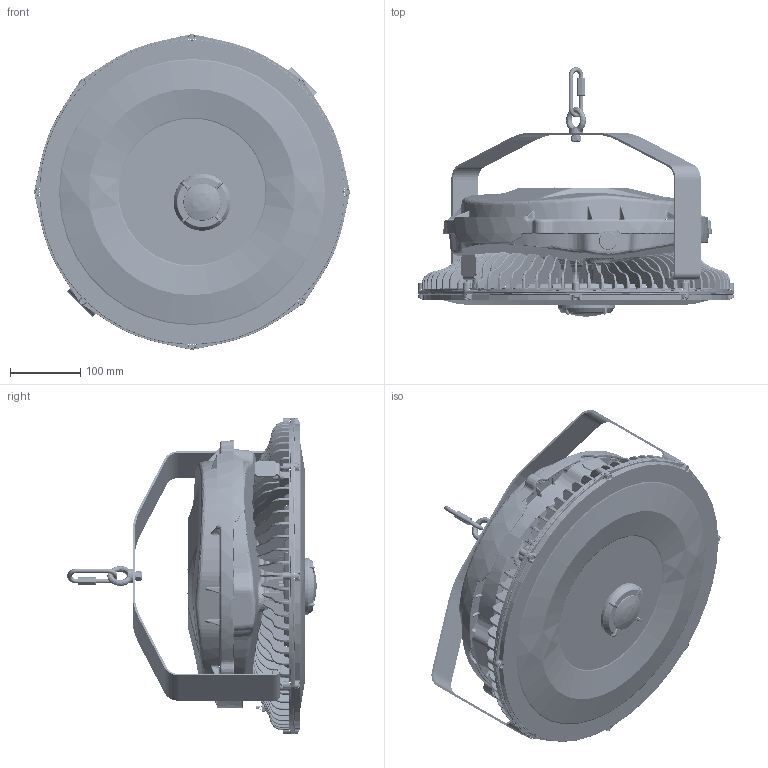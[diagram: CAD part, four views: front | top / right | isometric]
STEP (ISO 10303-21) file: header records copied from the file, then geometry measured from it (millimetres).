
FILE_DESCRIPTION((''),'2;1');
FILE_NAME('8M4MX2XHHNNGN_SW0002','2019-05-22T',('gatsonnb'),(''),'PRO/ENGINEER BY PARAMETRIC TECHNOLOGY CORPORATION, 2014000','PRO/ENGINEER BY PARAMETRIC TECHNOLOGY CORPORATION, 2014000','');
FILE_SCHEMA(('CONFIG_CONTROL_DESIGN'));
Length unit declared in the file: inch
Products named in the file (1): 8M4MX2XHHNNGN_SW0002
Bounding box: 448.91 x 354.45 x 448.91 mm (x, y, z)
Surface area: 1674178.1 mm2 (no closed solid volume)
Topology: 0 solids, 131 shells, 5641 faces, 18574 edges, 12588 vertices
Faces by surface type: bspline 2425, plane 905, torus 872, cylinder 769, cone 617, revolution 37, sphere 16
Entity records: 390803 total; most frequent: CARTESIAN_POINT 260042, ORIENTED_EDGE 28649, DIRECTION 20431, EDGE_CURVE 18560, VERTEX_POINT 12588, B_SPLINE_CURVE_WITH_KNOTS 10236, AXIS2_PLACEMENT_3D 8854, CIRCLE 5675
